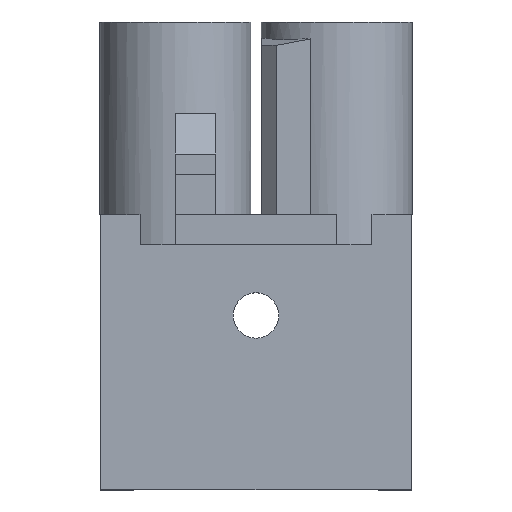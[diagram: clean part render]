
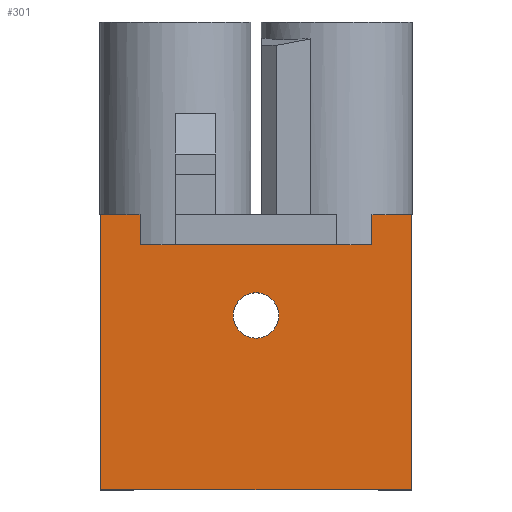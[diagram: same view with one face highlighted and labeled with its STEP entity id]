
A CAD part, top view. The second image highlights one B-rep face of the part: STEP entity #301.
In plain terms, the highlighted planar face has unit normal (0, 0, 1).
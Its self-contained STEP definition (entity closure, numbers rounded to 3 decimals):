
#97=FACE_BOUND('',#687,.T.);
#98=FACE_BOUND('',#688,.T.);
#301=ADVANCED_FACE('',(#97,#98),#428,.F.);
#428=PLANE('',#2776);
#687=EDGE_LOOP('',(#1418));
#688=EDGE_LOOP('',(#1419,#1420,#1421,#1422,#1423,#1424,#1425,#1426,#1427,
#1428));
#809=CIRCLE('',#2695,1.125);
#1418=ORIENTED_EDGE('',*,*,#1928,.T.);
#1419=ORIENTED_EDGE('',*,*,#1781,.T.);
#1420=ORIENTED_EDGE('',*,*,#1802,.T.);
#1421=ORIENTED_EDGE('',*,*,#1794,.T.);
#1422=ORIENTED_EDGE('',*,*,#1804,.T.);
#1423=ORIENTED_EDGE('',*,*,#1832,.T.);
#1424=ORIENTED_EDGE('',*,*,#2079,.T.);
#1425=ORIENTED_EDGE('',*,*,#2073,.F.);
#1426=ORIENTED_EDGE('',*,*,#2034,.F.);
#1427=ORIENTED_EDGE('',*,*,#2025,.T.);
#1428=ORIENTED_EDGE('',*,*,#2080,.T.);
#1543=VERTEX_POINT('',#3598);
#1544=VERTEX_POINT('',#3599);
#1556=VERTEX_POINT('',#3626);
#1557=VERTEX_POINT('',#3627);
#1564=VERTEX_POINT('',#3646);
#1588=VERTEX_POINT('',#3707);
#1649=VERTEX_POINT('',#3907);
#1715=VERTEX_POINT('',#4102);
#1716=VERTEX_POINT('',#4104);
#1719=VERTEX_POINT('',#4120);
#1744=VERTEX_POINT('',#4198);
#1781=EDGE_CURVE('',#1543,#1544,#2123,.T.);
#1794=EDGE_CURVE('',#1556,#1557,#2128,.T.);
#1802=EDGE_CURVE('',#1544,#1556,#2130,.T.);
#1804=EDGE_CURVE('',#1557,#1564,#2132,.T.);
#1832=EDGE_CURVE('',#1564,#1588,#2145,.T.);
#1928=EDGE_CURVE('',#1649,#1649,#809,.T.);
#2025=EDGE_CURVE('',#1716,#1715,#2299,.T.);
#2034=EDGE_CURVE('',#1716,#1719,#2305,.T.);
#2073=EDGE_CURVE('',#1719,#1744,#2341,.T.);
#2079=EDGE_CURVE('',#1588,#1744,#2344,.T.);
#2080=EDGE_CURVE('',#1715,#1543,#2345,.T.);
#2123=LINE('',#3597,#2354);
#2128=LINE('',#3625,#2359);
#2130=LINE('',#3642,#2361);
#2132=LINE('',#3645,#2363);
#2145=LINE('',#3706,#2376);
#2299=LINE('',#4103,#2530);
#2305=LINE('',#4119,#2536);
#2341=LINE('',#4197,#2572);
#2344=LINE('',#4213,#2575);
#2345=LINE('',#4215,#2576);
#2354=VECTOR('',#2847,1.);
#2359=VECTOR('',#2872,1.);
#2361=VECTOR('',#2888,1.);
#2363=VECTOR('',#2892,1.);
#2376=VECTOR('',#2953,1.);
#2530=VECTOR('',#3329,1.);
#2536=VECTOR('',#3349,1.);
#2572=VECTOR('',#3419,1.);
#2575=VECTOR('',#3442,1.);
#2576=VECTOR('',#3445,1.);
#2695=AXIS2_PLACEMENT_3D('',#3906,#3155,#3156);
#2776=AXIS2_PLACEMENT_3D('',#4218,#3450,#3451);
#2847=DIRECTION('',(-1.,0.,0.));
#2872=DIRECTION('',(-1.,0.,0.));
#2888=DIRECTION('',(0.,-1.,0.));
#2892=DIRECTION('',(0.,1.,0.));
#2953=DIRECTION('',(-1.,0.,0.));
#3155=DIRECTION('',(0.,0.,-1.));
#3156=DIRECTION('',(-1.,0.,0.));
#3329=DIRECTION('',(0.,1.,0.));
#3349=DIRECTION('',(-1.,0.,0.));
#3419=DIRECTION('',(0.,1.,0.));
#3442=DIRECTION('',(-1.,0.,0.));
#3445=DIRECTION('',(-1.,0.,0.));
#3450=DIRECTION('',(0.,0.,-1.));
#3451=DIRECTION('',(0.,1.,0.));
#3597=CARTESIAN_POINT('',(6.657,13.002,23.945));
#3598=CARTESIAN_POINT('',(5.873,13.002,23.945));
#3599=CARTESIAN_POINT('',(1.875,13.002,23.945));
#3625=CARTESIAN_POINT('',(3.357,11.502,23.945));
#3626=CARTESIAN_POINT('',(1.875,11.502,23.945));
#3627=CARTESIAN_POINT('',(-3.162,11.502,23.945));
#3642=CARTESIAN_POINT('',(1.875,22.552,23.945));
#3645=CARTESIAN_POINT('',(-3.162,13.002,23.945));
#3646=CARTESIAN_POINT('',(-3.162,13.002,23.945));
#3706=CARTESIAN_POINT('',(6.657,13.002,23.945));
#3707=CARTESIAN_POINT('',(-7.16,13.002,23.945));
#3906=CARTESIAN_POINT('',(-0.643,8.002,23.945));
#3907=CARTESIAN_POINT('',(-1.768,8.002,23.945));
#4102=CARTESIAN_POINT('',(7.057,13.002,23.945));
#4103=CARTESIAN_POINT('',(7.057,13.002,23.945));
#4104=CARTESIAN_POINT('',(7.057,-0.648,23.945));
#4119=CARTESIAN_POINT('',(6.657,-0.648,23.945));
#4120=CARTESIAN_POINT('',(-8.343,-0.648,23.945));
#4197=CARTESIAN_POINT('',(-8.343,13.002,23.945));
#4198=CARTESIAN_POINT('',(-8.343,13.002,23.945));
#4213=CARTESIAN_POINT('',(6.657,13.002,23.945));
#4215=CARTESIAN_POINT('',(6.657,13.002,23.945));
#4218=CARTESIAN_POINT('',(-8.343,13.002,23.945));
